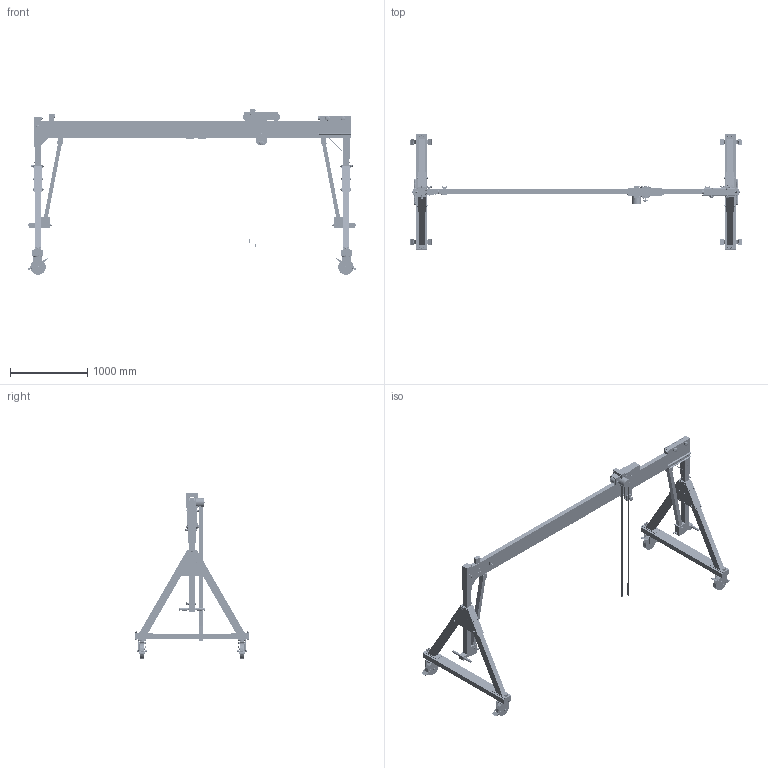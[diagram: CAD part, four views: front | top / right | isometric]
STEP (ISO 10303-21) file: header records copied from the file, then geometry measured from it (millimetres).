
FILE_DESCRIPTION(/* description */ (''),/* implementation_level */ '2;1');
FILE_NAME(/* name */ '1471040-10_Portalkran.stp',/* time_stamp */ '2021-09-28T13:44:36+02:00',/* author */ ('Stephan'),/* organization */ (''),/* preprocessor_version */ 'ST-DEVELOPER v17.2',/* originating_system */ 'Autodesk Inventor 2019',/* authorisation */ '');
FILE_SCHEMA (('AUTOMOTIVE_DESIGN { 1 0 10303 214 3 1 1 }'));
Products named in the file (2): 1471040-10_Portalkran; 1471040-10_Portalkran_Substitute_2
Assembly tree (1 placements, depth 2):
  1471040-10_Portalkran
    1471040-10_Portalkran_Substitute_2
Bounding box: 4295.86 x 1488 x 2143.9 mm (x, y, z)
Volume: 166601008.2 mm3; surface area: 10543766.3 mm2
Topology: 3 solids, 3 shells, 5821 faces, 15231 edges, 9977 vertices
Faces by surface type: plane 3149, cylinder 951, bspline 834, cone 656, torus 206, sphere 25
Full cylindrical faces by diameter (mm): 4.2 x2, 6 x12, 8 x8, 8.9 x8, 9.999 x4, 10 x39, 11.6 x24, 12 x27, 13 x6, 13.95 x24, 15.6 x24, 15.9 x3, 16 x35, 17 x8, 17.4 x10, 18 x17, 18.999 x4, 19 x4, 20 x45, 21 x8, 22 x7, 22.5 x15, 23.8 x4, 24 x14, 25 x8, 26 x2, 27 x3, 28 x16, 30 x12, 37 x1
Entity records: 254128 total; most frequent: CARTESIAN_POINT 112621, ORIENTED_EDGE 30468, DIRECTION 25265, EDGE_CURVE 15234, VERTEX_POINT 9981, AXIS2_PLACEMENT_3D 9105, LINE 7055, VECTOR 7055
